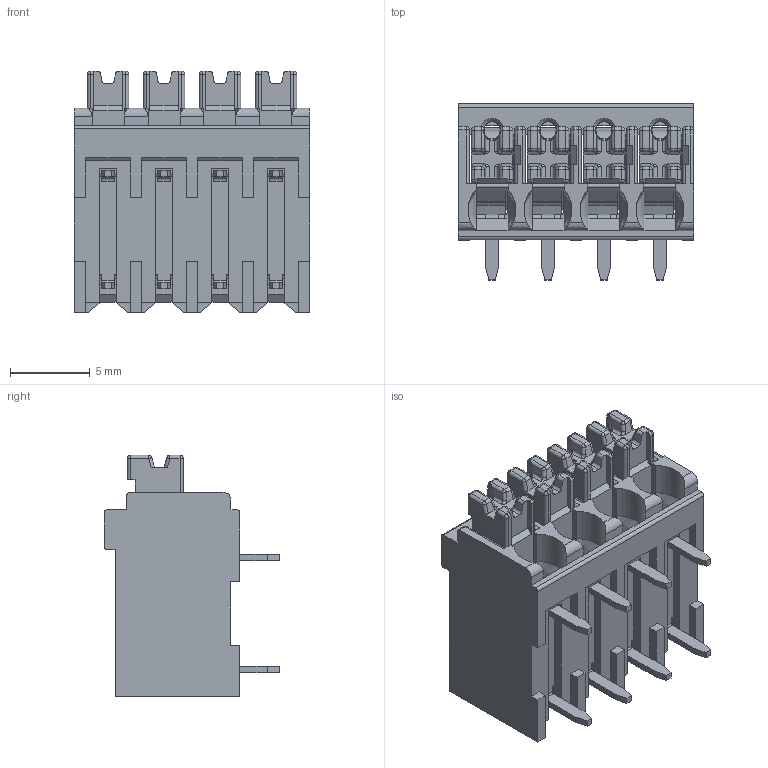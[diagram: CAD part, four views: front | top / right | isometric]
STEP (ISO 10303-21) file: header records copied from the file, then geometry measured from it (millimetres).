
FILE_DESCRIPTION(/* description */ ('Unknown'),/* implementation_level */ '2;1');
FILE_NAME(/* name */ '691810110004',/* time_stamp */ '2021-10-06T13:52:02+02:00',/* author */ ('Unknown'),/* organization */ ('Unknown'),/* preprocessor_version */ 'ST-DEVELOPER v16.7',/* originating_system */ 'Solid Edge',/* authorisation */ 'Unknown');
FILE_SCHEMA (('AUTOMOTIVE_DESIGN {1 0 10303 214 3 1 1}'));
Length unit declared in the file: millimetre
Products named in the file (5): 6918101100xx; 691410100004; 6918101100xx_SolderPin; 6914101000xx_SpringClamp; 6914101000xx_Lever
Assembly tree (13 placements, depth 2):
  6918101100xx
    691410100004
    6918101100xx_SolderPin  x4
    6914101000xx_SpringClamp  x4
    6914101000xx_Lever  x4
Bounding box: 14.7 x 11 x 15.1 mm (x, y, z)
Volume: 773.1 mm3; surface area: 2888.1 mm2
Topology: 13 solids, 13 shells, 1381 faces, 3771 edges, 2339 vertices
Faces by surface type: plane 849, cylinder 387, sphere 65, bspline 56, torus 16, cone 8
Entity records: 19737 total; most frequent: CARTESIAN_POINT 3855, ORIENTED_EDGE 3386, DIRECTION 3150, EDGE_CURVE 1693, LINE 1364, VECTOR 1364, VERTEX_POINT 1073, AXIS2_PLACEMENT_3D 893
